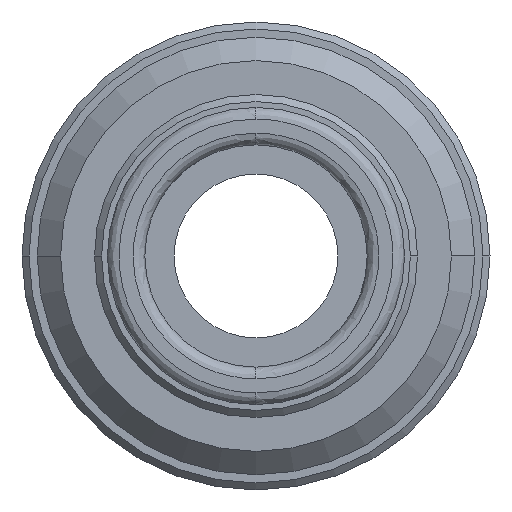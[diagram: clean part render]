
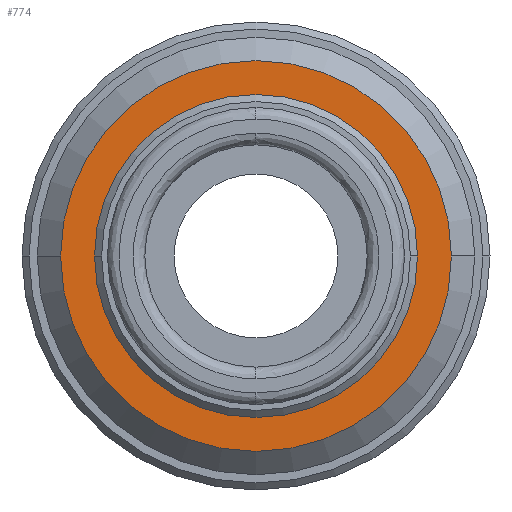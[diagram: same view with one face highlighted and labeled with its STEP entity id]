
A CAD part, front view. The second image highlights one B-rep face of the part: STEP entity #774.
In plain terms, the highlighted planar face has unit normal (0, -1, 0).
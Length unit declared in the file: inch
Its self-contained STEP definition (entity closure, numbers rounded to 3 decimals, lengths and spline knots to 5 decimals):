
#45 = CARTESIAN_POINT ( 'NONE',  ( 0., 1.39764, 0. ) ) ;
#92 = DIRECTION ( 'NONE',  ( 0., -1., 0. ) ) ;
#150 = CIRCLE ( 'NONE', #1072, 0.27165 ) ;
#183 = DIRECTION ( 'NONE',  ( -1., 0., 0. ) ) ;
#203 = CARTESIAN_POINT ( 'NONE',  ( 0.27165, 1.39764, 0. ) ) ;
#224 = DIRECTION ( 'NONE',  ( -1., 0., 0. ) ) ;
#356 = EDGE_CURVE ( 'NONE', #1147, #632, #1276, .T. ) ;
#386 = CARTESIAN_POINT ( 'NONE',  ( 0., 1.39764, 0. ) ) ;
#419 = ORIENTED_EDGE ( 'NONE', *, *, #356, .T. ) ;
#545 = CIRCLE ( 'NONE', #1314, 0.32874 ) ;
#555 = DIRECTION ( 'NONE',  ( -1., 0., 0. ) ) ;
#584 = EDGE_CURVE ( 'NONE', #1940, #733, #150, .T. ) ;
#596 = EDGE_CURVE ( 'NONE', #632, #1147, #545, .T. ) ;
#632 = VERTEX_POINT ( 'NONE', #1269 ) ;
#733 = VERTEX_POINT ( 'NONE', #999 ) ;
#771 = CARTESIAN_POINT ( 'NONE',  ( -0.32874, 1.39764, 0. ) ) ;
#774 = ADVANCED_FACE ( 'NONE', ( #845, #1305 ), #2195, .T. ) ;
#787 = AXIS2_PLACEMENT_3D ( 'NONE', #1121, #92, #1298 ) ;
#845 = FACE_BOUND ( 'NONE', #2139, .T. ) ;
#917 = AXIS2_PLACEMENT_3D ( 'NONE', #1195, #1527, #1365 ) ;
#999 = CARTESIAN_POINT ( 'NONE',  ( -0.27165, 1.39764, 0. ) ) ;
#1039 = ORIENTED_EDGE ( 'NONE', *, *, #1504, .F. ) ;
#1072 = AXIS2_PLACEMENT_3D ( 'NONE', #386, #1575, #555 ) ;
#1121 = CARTESIAN_POINT ( 'NONE',  ( 0., 1.39764, 0. ) ) ;
#1147 = VERTEX_POINT ( 'NONE', #771 ) ;
#1195 = CARTESIAN_POINT ( 'NONE',  ( -0.32874, 1.39764, 0. ) ) ;
#1212 = DIRECTION ( 'NONE',  ( 0., -1., 0. ) ) ;
#1250 = DIRECTION ( 'NONE',  ( 0., -1., 0. ) ) ;
#1269 = CARTESIAN_POINT ( 'NONE',  ( 0.32874, 1.39764, 0. ) ) ;
#1276 = CIRCLE ( 'NONE', #2024, 0.32874 ) ;
#1298 = DIRECTION ( 'NONE',  ( -1., 0., 0. ) ) ;
#1305 = FACE_OUTER_BOUND ( 'NONE', #1832, .T. ) ;
#1314 = AXIS2_PLACEMENT_3D ( 'NONE', #45, #1250, #224 ) ;
#1365 = DIRECTION ( 'NONE',  ( 1., 0., 0. ) ) ;
#1504 = EDGE_CURVE ( 'NONE', #733, #1940, #1846, .T. ) ;
#1527 = DIRECTION ( 'NONE',  ( 0., -1., 0. ) ) ;
#1546 = ORIENTED_EDGE ( 'NONE', *, *, #584, .F. ) ;
#1575 = DIRECTION ( 'NONE',  ( 0., -1., 0. ) ) ;
#1832 = EDGE_LOOP ( 'NONE', ( #419, #1904 ) ) ;
#1846 = CIRCLE ( 'NONE', #787, 0.27165 ) ;
#1904 = ORIENTED_EDGE ( 'NONE', *, *, #596, .T. ) ;
#1940 = VERTEX_POINT ( 'NONE', #203 ) ;
#2024 = AXIS2_PLACEMENT_3D ( 'NONE', #2211, #1212, #183 ) ;
#2139 = EDGE_LOOP ( 'NONE', ( #1039, #1546 ) ) ;
#2195 = PLANE ( 'NONE',  #917 ) ;
#2211 = CARTESIAN_POINT ( 'NONE',  ( 0., 1.39764, 0. ) ) ;
